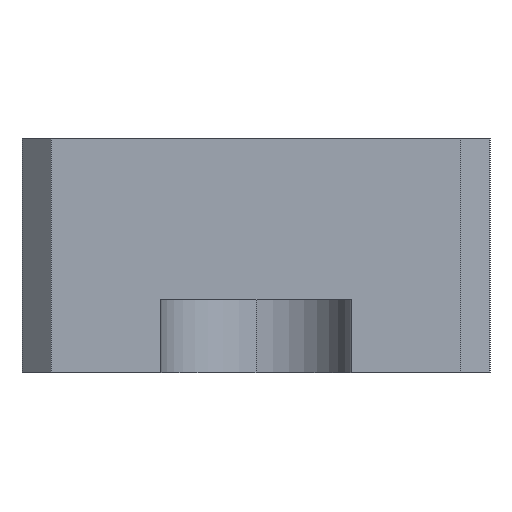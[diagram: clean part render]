
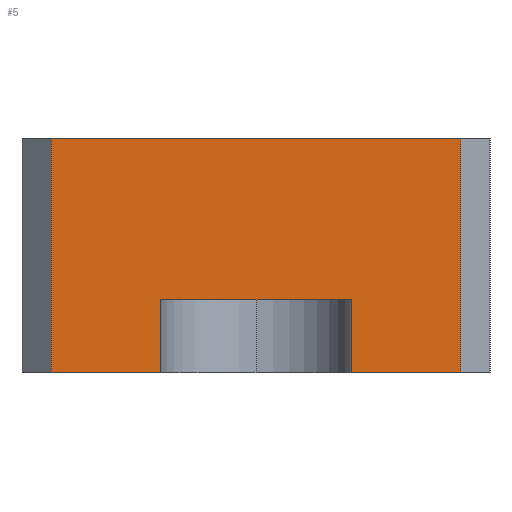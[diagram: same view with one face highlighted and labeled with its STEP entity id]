
A CAD part, left-side view. The second image highlights one B-rep face of the part: STEP entity #5.
In plain terms, the highlighted planar face has unit normal (-1, 0, 0).
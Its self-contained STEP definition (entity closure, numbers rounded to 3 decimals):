
#5 = ADVANCED_FACE ( 'NONE', ( #241 ), #36, .T. ) ;
#6 = VECTOR ( 'NONE', #529, 1000. ) ;
#10 = DIRECTION ( 'NONE',  ( 0., 0., -1. ) ) ;
#12 = DIRECTION ( 'NONE',  ( 0., 1., 0. ) ) ;
#19 = DIRECTION ( 'NONE',  ( 0., 0., -1. ) ) ;
#23 = LINE ( 'NONE', #308, #560 ) ;
#27 = CARTESIAN_POINT ( 'NONE',  ( -60., -6.5, 16. ) ) ;
#36 = PLANE ( 'NONE',  #407 ) ;
#50 = VERTEX_POINT ( 'NONE', #200 ) ;
#71 = DIRECTION ( 'NONE',  ( 0., -1., 0. ) ) ;
#79 = EDGE_LOOP ( 'NONE', ( #459, #371, #484, #86, #134, #366, #597, #154 ) ) ;
#84 = VECTOR ( 'NONE', #71, 1000. ) ;
#86 = ORIENTED_EDGE ( 'NONE', *, *, #576, .F. ) ;
#97 = DIRECTION ( 'NONE',  ( 0., 1., 0. ) ) ;
#122 = CARTESIAN_POINT ( 'NONE',  ( -60., -14., 5. ) ) ;
#134 = ORIENTED_EDGE ( 'NONE', *, *, #677, .T. ) ;
#144 = DIRECTION ( 'NONE',  ( 0., 0., -1. ) ) ;
#154 = ORIENTED_EDGE ( 'NONE', *, *, #292, .F. ) ;
#157 = VERTEX_POINT ( 'NONE', #276 ) ;
#180 = DIRECTION ( 'NONE',  ( 0., 0., -1. ) ) ;
#200 = CARTESIAN_POINT ( 'NONE',  ( -60., 14., 0. ) ) ;
#241 = FACE_OUTER_BOUND ( 'NONE', #79, .T. ) ;
#244 = VECTOR ( 'NONE', #12, 1000. ) ;
#267 = VERTEX_POINT ( 'NONE', #631 ) ;
#271 = VECTOR ( 'NONE', #180, 1000. ) ;
#276 = CARTESIAN_POINT ( 'NONE',  ( -60., -6.5, 5. ) ) ;
#292 = EDGE_CURVE ( 'NONE', #430, #445, #531, .T. ) ;
#308 = CARTESIAN_POINT ( 'NONE',  ( -60., -14., 0. ) ) ;
#312 = CARTESIAN_POINT ( 'NONE',  ( -60., -6.5, 0. ) ) ;
#318 = LINE ( 'NONE', #678, #6 ) ;
#366 = ORIENTED_EDGE ( 'NONE', *, *, #581, .T. ) ;
#371 = ORIENTED_EDGE ( 'NONE', *, *, #668, .T. ) ;
#382 = VERTEX_POINT ( 'NONE', #491 ) ;
#389 = CARTESIAN_POINT ( 'NONE',  ( -60., -14., 16. ) ) ;
#400 = VECTOR ( 'NONE', #607, 1000. ) ;
#403 = LINE ( 'NONE', #505, #400 ) ;
#407 = AXIS2_PLACEMENT_3D ( 'NONE', #389, #504, #10 ) ;
#427 = VECTOR ( 'NONE', #144, 1000. ) ;
#430 = VERTEX_POINT ( 'NONE', #703 ) ;
#445 = VERTEX_POINT ( 'NONE', #691 ) ;
#456 = VECTOR ( 'NONE', #19, 1000. ) ;
#459 = ORIENTED_EDGE ( 'NONE', *, *, #558, .T. ) ;
#479 = CARTESIAN_POINT ( 'NONE',  ( -60., -14., 0. ) ) ;
#484 = ORIENTED_EDGE ( 'NONE', *, *, #490, .F. ) ;
#490 = EDGE_CURVE ( 'NONE', #695, #630, #605, .T. ) ;
#491 = CARTESIAN_POINT ( 'NONE',  ( -60., -14., 16. ) ) ;
#503 = LINE ( 'NONE', #509, #271 ) ;
#504 = DIRECTION ( 'NONE',  ( -1., 0., 0. ) ) ;
#505 = CARTESIAN_POINT ( 'NONE',  ( -60., 14., 16. ) ) ;
#509 = CARTESIAN_POINT ( 'NONE',  ( -60., -14., 16. ) ) ;
#529 = DIRECTION ( 'NONE',  ( 0., 1., 0. ) ) ;
#531 = LINE ( 'NONE', #681, #427 ) ;
#558 = EDGE_CURVE ( 'NONE', #430, #157, #561, .T. ) ;
#560 = VECTOR ( 'NONE', #97, 1000. ) ;
#561 = LINE ( 'NONE', #122, #84 ) ;
#576 = EDGE_CURVE ( 'NONE', #382, #695, #503, .T. ) ;
#578 = LINE ( 'NONE', #27, #456 ) ;
#581 = EDGE_CURVE ( 'NONE', #267, #50, #403, .T. ) ;
#597 = ORIENTED_EDGE ( 'NONE', *, *, #618, .F. ) ;
#605 = LINE ( 'NONE', #675, #244 ) ;
#607 = DIRECTION ( 'NONE',  ( 0., 0., -1. ) ) ;
#618 = EDGE_CURVE ( 'NONE', #445, #50, #23, .T. ) ;
#630 = VERTEX_POINT ( 'NONE', #312 ) ;
#631 = CARTESIAN_POINT ( 'NONE',  ( -60., 14., 16. ) ) ;
#668 = EDGE_CURVE ( 'NONE', #157, #630, #578, .T. ) ;
#675 = CARTESIAN_POINT ( 'NONE',  ( -60., -14., 0. ) ) ;
#677 = EDGE_CURVE ( 'NONE', #382, #267, #318, .T. ) ;
#678 = CARTESIAN_POINT ( 'NONE',  ( -60., -14., 16. ) ) ;
#681 = CARTESIAN_POINT ( 'NONE',  ( -60., 6.5, 16. ) ) ;
#691 = CARTESIAN_POINT ( 'NONE',  ( -60., 6.5, 0. ) ) ;
#695 = VERTEX_POINT ( 'NONE', #479 ) ;
#703 = CARTESIAN_POINT ( 'NONE',  ( -60., 6.5, 5. ) ) ;
